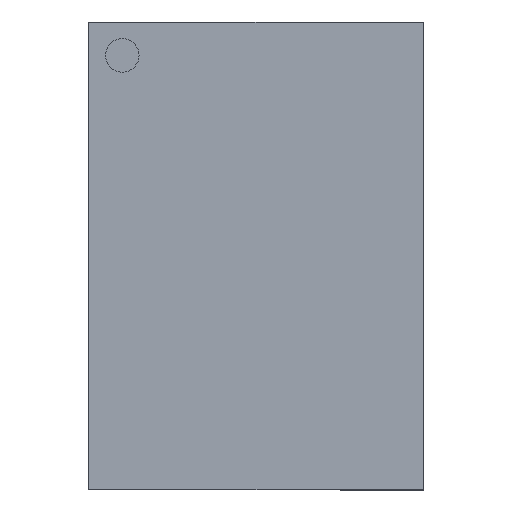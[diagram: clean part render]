
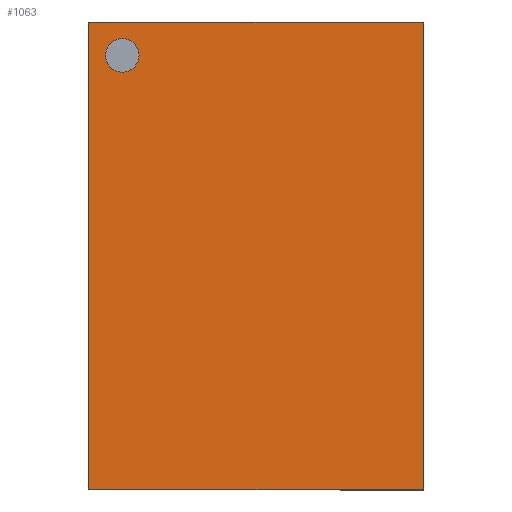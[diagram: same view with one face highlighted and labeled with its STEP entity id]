
A CAD part, top view. The second image highlights one B-rep face of the part: STEP entity #1063.
In plain terms, the highlighted planar face has unit normal (0, 0, 1).
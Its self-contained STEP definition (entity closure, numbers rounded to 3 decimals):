
#853=CARTESIAN_POINT('',(-2.,2.75,1.0));
#854=VERTEX_POINT('',#853);
#863=CARTESIAN_POINT('',(-2.,3.25,1.0));
#864=VERTEX_POINT('',#863);
#865=CARTESIAN_POINT('',(-2.,3.,1.0));
#866=DIRECTION('',(0.0,0.0,-1.0));
#867=DIRECTION('',(0.0,-1.0,0.0));
#868=AXIS2_PLACEMENT_3D('',#865,#866,#867);
#869=CIRCLE('',#868,0.25);
#870=EDGE_CURVE('',#864,#854,#869,.T.);
#904=CARTESIAN_POINT('',(-2.,3.,1.0));
#905=DIRECTION('',(0.0,0.0,-1.0));
#906=DIRECTION('',(0.0,-1.0,0.0));
#907=AXIS2_PLACEMENT_3D('',#904,#905,#906);
#908=CIRCLE('',#907,0.25);
#909=EDGE_CURVE('',#854,#864,#908,.T.);
#929=CARTESIAN_POINT('',(2.5,3.5,1.0));
#930=VERTEX_POINT('',#929);
#947=CARTESIAN_POINT('',(-2.5,3.5,1.0));
#948=VERTEX_POINT('',#947);
#955=CARTESIAN_POINT('',(2.5,3.5,1.0));
#956=DIRECTION('',(-1.0,0.0,0.0));
#957=VECTOR('',#956,5.);
#958=LINE('',#955,#957);
#959=EDGE_CURVE('',#930,#948,#958,.T.);
#969=CARTESIAN_POINT('',(2.5,-3.5,1.0));
#970=VERTEX_POINT('',#969);
#986=CARTESIAN_POINT('',(2.5,-3.5,1.0));
#987=DIRECTION('',(0.0,1.0,0.0));
#988=VECTOR('',#987,7.0);
#989=LINE('',#986,#988);
#990=EDGE_CURVE('',#970,#930,#989,.T.);
#1000=CARTESIAN_POINT('',(-2.5,-3.5,1.0));
#1001=VERTEX_POINT('',#1000);
#1017=CARTESIAN_POINT('',(-2.5,-3.5,1.0));
#1018=DIRECTION('',(1.0,0.0,0.0));
#1019=VECTOR('',#1018,5.);
#1020=LINE('',#1017,#1019);
#1021=EDGE_CURVE('',#1001,#970,#1020,.T.);
#1039=CARTESIAN_POINT('',(-2.5,3.5,1.0));
#1040=DIRECTION('',(0.0,-1.0,0.0));
#1041=VECTOR('',#1040,7.0);
#1042=LINE('',#1039,#1041);
#1043=EDGE_CURVE('',#948,#1001,#1042,.T.);
#1048=CARTESIAN_POINT('',(0.0,0.0,1.0));
#1049=DIRECTION('',(0.0,0.0,1.0));
#1050=DIRECTION('',(-1.0,0.0,0.0));
#1051=AXIS2_PLACEMENT_3D('',#1048,#1049,#1050);
#1052=PLANE('',#1051);
#1053=ORIENTED_EDGE('',*,*,#1043,.T.);
#1054=ORIENTED_EDGE('',*,*,#1021,.T.);
#1055=ORIENTED_EDGE('',*,*,#990,.T.);
#1056=ORIENTED_EDGE('',*,*,#959,.T.);
#1057=EDGE_LOOP('',(#1053,#1054,#1055,#1056));
#1058=FACE_OUTER_BOUND('',#1057,.T.);
#1059=ORIENTED_EDGE('',*,*,#909,.T.);
#1060=ORIENTED_EDGE('',*,*,#870,.T.);
#1061=EDGE_LOOP('',(#1059,#1060));
#1062=FACE_BOUND('',#1061,.T.);
#1063=ADVANCED_FACE('',(#1058,#1062),#1052,.T.);
